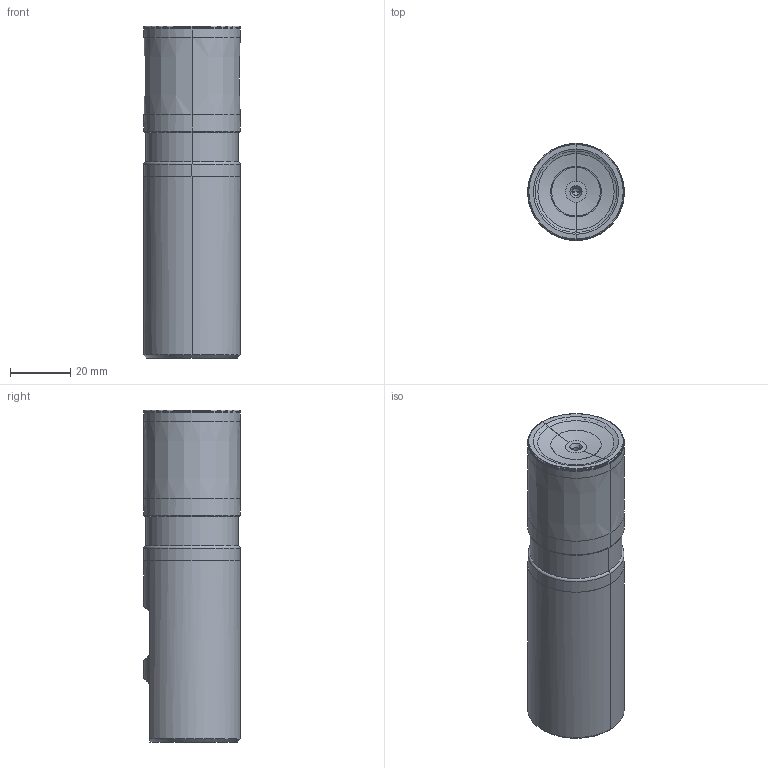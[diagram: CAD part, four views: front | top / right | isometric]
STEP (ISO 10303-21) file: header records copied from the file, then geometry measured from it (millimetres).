
FILE_DESCRIPTION((''),'2;1');
FILE_NAME('22J3C032035W6R00__ASM','2010-01-22T',('rivarolo_pc'),(''),'PRO/ENGINEER BY PARAMETRIC TECHNOLOGY CORPORATION, 2009380','PRO/ENGINEER BY PARAMETRIC TECHNOLOGY CORPORATION, 2009380','');
FILE_SCHEMA(('CONFIG_CONTROL_DESIGN'));
Length unit declared in the file: millimetre
Products named in the file (3): 22J3C032035W6R00_HSG; SCHNEIDEN_; 22J3C032035W6R00__ASM
Assembly tree (2 placements, depth 2):
  22J3C032035W6R00__ASM
    22J3C032035W6R00_HSG
    SCHNEIDEN_
Bounding box: 32 x 32 x 110 mm (x, y, z)
Volume: 104450.6 mm3; surface area: 18878.4 mm2
Topology: 2 solids, 2 shells, 74 faces, 156 edges, 84 vertices
Faces by surface type: revolution 38, cone 15, cylinder 10, plane 9, torus 2
Entity records: 4319 total; most frequent: CARTESIAN_POINT 2708, ORIENTED_EDGE 304, DIRECTION 299, EDGE_CURVE 152, AXIS2_PLACEMENT_3D 114, VERTEX_POINT 84, B_SPLINE_CURVE_WITH_KNOTS 84, EDGE_LOOP 78
